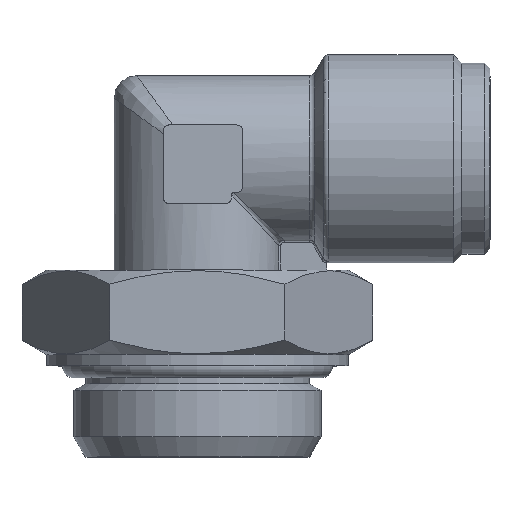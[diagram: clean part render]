
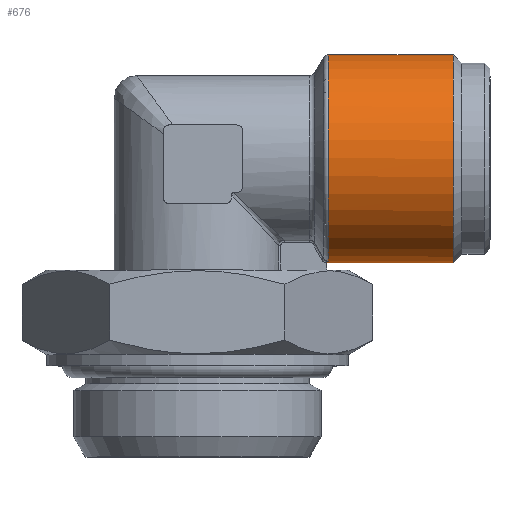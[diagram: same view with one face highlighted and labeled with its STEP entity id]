
A CAD part, top view. The second image highlights one B-rep face of the part: STEP entity #676.
In plain terms, the highlighted cylindrical face has radius 9.25 mm (diameter 18.5 mm), a full revolution.
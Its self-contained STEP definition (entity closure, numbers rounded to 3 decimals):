
#676 = ADVANCED_FACE( 'NONE', ( #1413, #1414 ), #1415, .T. );
#1413 = FACE_OUTER_BOUND( '', #4548, .T. );
#1414 = FACE_OUTER_BOUND( '', #4549, .T. );
#1415 = CYLINDRICAL_SURFACE( '', #4550, 9.25 );
#4548 = EDGE_LOOP( '', ( #6408, #6409, #6410, #6411 ) );
#4549 = EDGE_LOOP( '', ( #6412 ) );
#4550 = AXIS2_PLACEMENT_3D( '', #6413, #6414, #6415 );
#6408 = ORIENTED_EDGE( '', *, *, #7267, .F. );
#6409 = ORIENTED_EDGE( '', *, *, #7046, .T. );
#6410 = ORIENTED_EDGE( '', *, *, #6598, .F. );
#6411 = ORIENTED_EDGE( '', *, *, #7289, .T. );
#6412 = ORIENTED_EDGE( '', *, *, #7150, .T. );
#6413 = CARTESIAN_POINT( '', ( 0., 0., 0. ) );
#6414 = DIRECTION( '', ( 1., 0., 0. ) );
#6415 = DIRECTION( '', ( 0., -1., 0. ) );
#6598 = EDGE_CURVE( 'NONE', #7434, #7436, #7437, .T. );
#7046 = EDGE_CURVE( 'NONE', #8159, #7436, #8162, .T. );
#7150 = EDGE_CURVE( 'NONE', #8296, #8296, #8297, .T. );
#7267 = EDGE_CURVE( 'NONE', #8159, #8448, #8449, .T. );
#7289 = EDGE_CURVE( 'NONE', #7434, #8448, #8474, .T. );
#7434 = VERTEX_POINT( 'NONE', #8741 );
#7436 = VERTEX_POINT( 'NONE', #8753 );
#7437 = CIRCLE( '', #8754, 9.25 );
#8159 = VERTEX_POINT( 'NONE', #11485 );
#8162 = B_SPLINE_CURVE_WITH_KNOTS( '', 3, ( #11492, #11493, #11494, #11495, #11496 ), .UNSPECIFIED., .F., .F., ( 4, 1, 4 ), ( 0., 0.459, 1. ), .UNSPECIFIED. );
#8296 = VERTEX_POINT( '', #12066 );
#8297 = CIRCLE( '', #12067, 9.25 );
#8448 = VERTEX_POINT( 'NONE', #12512 );
#8449 = CIRCLE( '', #12513, 9.25 );
#8474 = B_SPLINE_CURVE_WITH_KNOTS( '', 3, ( #12581, #12582, #12583, #12584, #12585 ), .UNSPECIFIED., .F., .F., ( 4, 1, 4 ), ( 0., 0.541, 1. ), .UNSPECIFIED. );
#8741 = CARTESIAN_POINT( '', ( 11.645, -9.099, 1.664 ) );
#8753 = CARTESIAN_POINT( '', ( 11.645, -9.099, -1.664 ) );
#8754 = AXIS2_PLACEMENT_3D( '', #12733, #12734, #12735 );
#11485 = CARTESIAN_POINT( '', ( 11.5, -9.114, -1.582 ) );
#11492 = CARTESIAN_POINT( '', ( 11.5, -9.114, -1.582 ) );
#11493 = CARTESIAN_POINT( '', ( 11.523, -9.112, -1.594 ) );
#11494 = CARTESIAN_POINT( '', ( 11.572, -9.107, -1.62 ) );
#11495 = CARTESIAN_POINT( '', ( 11.62, -9.102, -1.648 ) );
#11496 = CARTESIAN_POINT( '', ( 11.645, -9.099, -1.664 ) );
#12066 = CARTESIAN_POINT( '', ( 22.75, 0., 9.25 ) );
#12067 = AXIS2_PLACEMENT_3D( '', #13091, #13092, #13093 );
#12512 = CARTESIAN_POINT( '', ( 11.5, -9.114, 1.582 ) );
#12513 = AXIS2_PLACEMENT_3D( '', #13161, #13162, #13163 );
#12581 = CARTESIAN_POINT( '', ( 11.645, -9.099, 1.664 ) );
#12582 = CARTESIAN_POINT( '', ( 11.62, -9.102, 1.648 ) );
#12583 = CARTESIAN_POINT( '', ( 11.572, -9.107, 1.62 ) );
#12584 = CARTESIAN_POINT( '', ( 11.523, -9.112, 1.594 ) );
#12585 = CARTESIAN_POINT( '', ( 11.5, -9.114, 1.582 ) );
#12733 = CARTESIAN_POINT( '', ( 11.645, 0., 0. ) );
#12734 = DIRECTION( '', ( -1., 0., 0. ) );
#12735 = DIRECTION( '', ( 0., -1., 0. ) );
#13091 = CARTESIAN_POINT( '', ( 22.75, 0., 0. ) );
#13092 = DIRECTION( '', ( -1., 0., 0. ) );
#13093 = DIRECTION( '', ( 0., 0., 1. ) );
#13161 = CARTESIAN_POINT( '', ( 11.5, 0., 0. ) );
#13162 = DIRECTION( '', ( -1., 0., 0. ) );
#13163 = DIRECTION( '', ( 0., 0., 1. ) );
